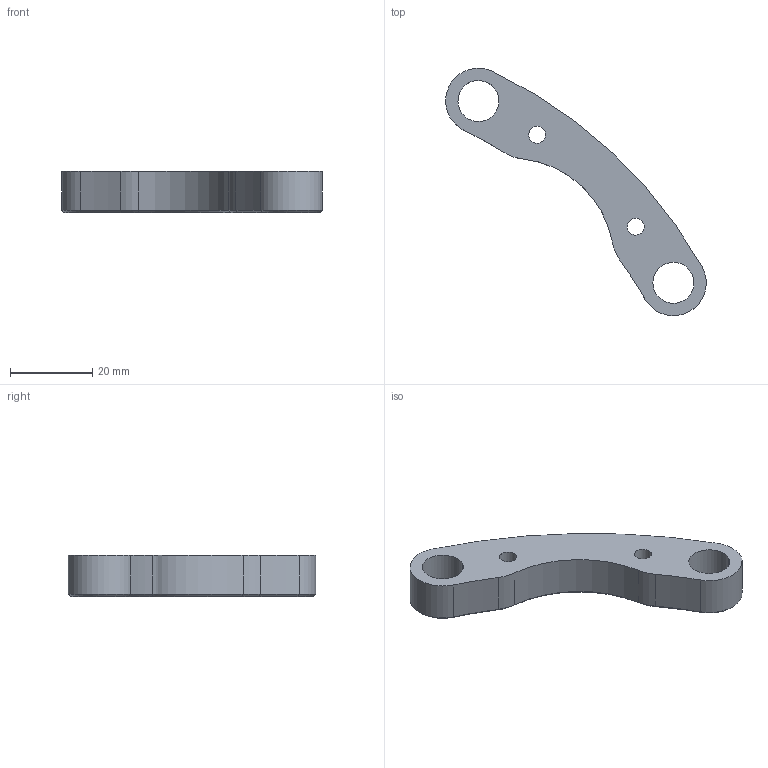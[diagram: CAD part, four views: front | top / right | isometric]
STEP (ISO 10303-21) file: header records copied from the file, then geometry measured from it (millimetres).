
FILE_DESCRIPTION(('CATIA V5 STEP Exchange'),'2;1');
FILE_NAME('Haricot Usinage.stp','2024-10-23T06:39:10+00:00',('none'),('none'),'CATIA Version 5 Release 20 GA (IN-10)','CATIA V5 STEP AP203','none');
FILE_SCHEMA(('CONFIG_CONTROL_DESIGN'));
Length unit declared in the file: millimetre
Products named in the file (1): Haricot Usinage
Bounding box: 63.47 x 60.26 x 10 mm (x, y, z)
Volume: 9537.5 mm3; surface area: 4595.6 mm2
Topology: 1 solids, 1 shells, 26 faces, 64 edges, 40 vertices
Faces by surface type: cylinder 16, cone 8, plane 2
Entity records: 777 total; most frequent: ORIENTED_EDGE 128, CARTESIAN_POINT 126, DIRECTION 106, EDGE_CURVE 64, AXIS2_PLACEMENT_3D 62, CIRCLE 40, VERTEX_POINT 40, EDGE_LOOP 34
